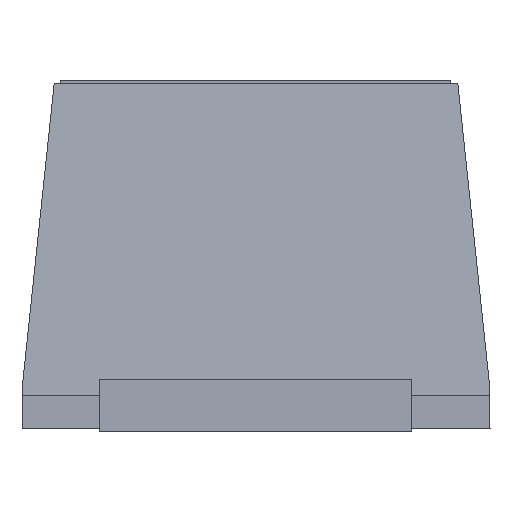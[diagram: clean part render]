
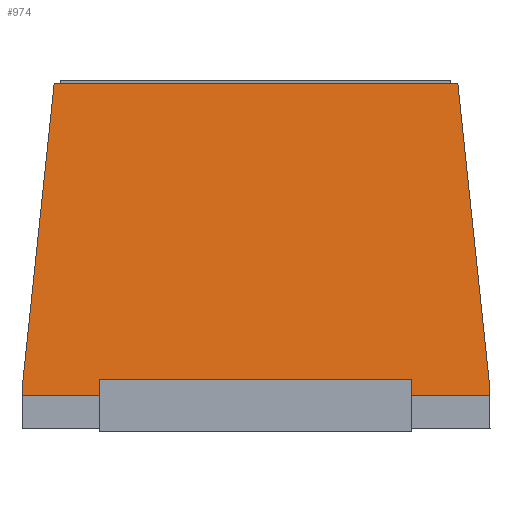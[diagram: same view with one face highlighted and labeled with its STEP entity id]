
A CAD part, left-side view. The second image highlights one B-rep face of the part: STEP entity #974.
In plain terms, the highlighted planar face has unit normal (-0.995, 0, 0.104).
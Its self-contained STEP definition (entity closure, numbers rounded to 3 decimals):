
#7 = LINE ( 'NONE', #469, #1129 ) ;
#9 = VERTEX_POINT ( 'NONE', #821 ) ;
#79 = EDGE_CURVE ( 'NONE', #1399, #466, #1094, .T. ) ;
#98 = EDGE_CURVE ( 'NONE', #852, #9, #840, .T. ) ;
#154 = FACE_OUTER_BOUND ( 'NONE', #228, .T. ) ;
#204 = ORIENTED_EDGE ( 'NONE', *, *, #488, .F. ) ;
#214 = CARTESIAN_POINT ( 'NONE',  ( -1.4, -0.9, 0.137 ) ) ;
#224 = CARTESIAN_POINT ( 'NONE',  ( -1.408, -0.9, 0.064 ) ) ;
#228 = EDGE_LOOP ( 'NONE', ( #1137, #204, #615, #523, #1271, #1206 ) ) ;
#234 = VECTOR ( 'NONE', #1121, 1000. ) ;
#250 = VECTOR ( 'NONE', #1244, 1000. ) ;
#311 = CARTESIAN_POINT ( 'NONE',  ( -1.274, 0.776, 1.34 ) ) ;
#329 = VECTOR ( 'NONE', #768, 1000. ) ;
#360 = AXIS2_PLACEMENT_3D ( 'NONE', #1148, #498, #1257 ) ;
#373 = CARTESIAN_POINT ( 'NONE',  ( -1.274, -0.9, 1.34 ) ) ;
#402 = EDGE_CURVE ( 'NONE', #9, #1399, #1182, .T. ) ;
#466 = VERTEX_POINT ( 'NONE', #1232 ) ;
#469 = CARTESIAN_POINT ( 'NONE',  ( -1.274, -0.776, 1.34 ) ) ;
#488 = EDGE_CURVE ( 'NONE', #852, #897, #515, .T. ) ;
#498 = DIRECTION ( 'NONE',  ( -0.995, 0., 0.105 ) ) ;
#511 = LINE ( 'NONE', #373, #234 ) ;
#515 = LINE ( 'NONE', #579, #1090 ) ;
#523 = ORIENTED_EDGE ( 'NONE', *, *, #402, .T. ) ;
#579 = CARTESIAN_POINT ( 'NONE',  ( -1.397, 0.9, 0.163 ) ) ;
#615 = ORIENTED_EDGE ( 'NONE', *, *, #98, .T. ) ;
#657 = CARTESIAN_POINT ( 'NONE',  ( -1.4, 0.9, 0.137 ) ) ;
#675 = EDGE_CURVE ( 'NONE', #761, #466, #7, .T. ) ;
#677 = DIRECTION ( 'NONE',  ( 0.104, -0.104, 0.989 ) ) ;
#686 = CARTESIAN_POINT ( 'NONE',  ( -1.274, -0.776, 1.34 ) ) ;
#716 = EDGE_CURVE ( 'NONE', #761, #897, #511, .T. ) ;
#761 = VERTEX_POINT ( 'NONE', #686 ) ;
#768 = DIRECTION ( 'NONE',  ( 0., -1., 0. ) ) ;
#803 = VECTOR ( 'NONE', #859, 1000. ) ;
#821 = CARTESIAN_POINT ( 'NONE',  ( -1.4, 0.9, 0.137 ) ) ;
#840 = LINE ( 'NONE', #1201, #250 ) ;
#852 = VERTEX_POINT ( 'NONE', #1374 ) ;
#859 = DIRECTION ( 'NONE',  ( 0.105, 0., 0.995 ) ) ;
#897 = VERTEX_POINT ( 'NONE', #311 ) ;
#974 = ADVANCED_FACE ( 'NONE', ( #154 ), #1372, .T. ) ;
#1090 = VECTOR ( 'NONE', #677, 1000. ) ;
#1094 = LINE ( 'NONE', #224, #803 ) ;
#1118 = DIRECTION ( 'NONE',  ( -0.104, -0.104, -0.989 ) ) ;
#1121 = DIRECTION ( 'NONE',  ( 0., 1., 0. ) ) ;
#1129 = VECTOR ( 'NONE', #1118, 1000. ) ;
#1137 = ORIENTED_EDGE ( 'NONE', *, *, #716, .T. ) ;
#1148 = CARTESIAN_POINT ( 'NONE',  ( -1.408, -0.9, 0.064 ) ) ;
#1182 = LINE ( 'NONE', #657, #329 ) ;
#1201 = CARTESIAN_POINT ( 'NONE',  ( -1.408, 0.9, 0.064 ) ) ;
#1206 = ORIENTED_EDGE ( 'NONE', *, *, #675, .F. ) ;
#1232 = CARTESIAN_POINT ( 'NONE',  ( -1.397, -0.9, 0.163 ) ) ;
#1244 = DIRECTION ( 'NONE',  ( -0.105, 0., -0.995 ) ) ;
#1257 = DIRECTION ( 'NONE',  ( 0.105, 0., 0.995 ) ) ;
#1271 = ORIENTED_EDGE ( 'NONE', *, *, #79, .T. ) ;
#1372 = PLANE ( 'NONE',  #360 ) ;
#1374 = CARTESIAN_POINT ( 'NONE',  ( -1.397, 0.9, 0.163 ) ) ;
#1399 = VERTEX_POINT ( 'NONE', #214 ) ;
